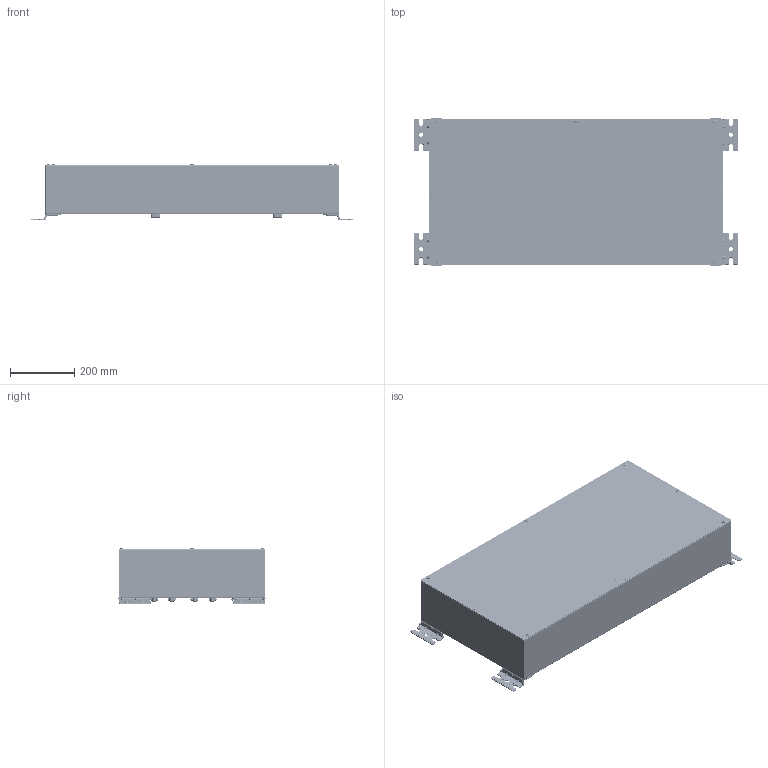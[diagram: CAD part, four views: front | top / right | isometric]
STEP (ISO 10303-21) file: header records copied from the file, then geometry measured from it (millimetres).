
FILE_DESCRIPTION(/* description */ ('1100BTCU 225A - 3 Wires x 36" Assembly'),/* implementation_level */ '2;1');
FILE_NAME(/* name */ '1100BTCU03203.stp',/* time_stamp */ '2025-05-28T11:31:51-04:00',/* author */ ('BoxCad'),/* organization */ (''),/* preprocessor_version */ 'ST-DEVELOPER v20',/* originating_system */ 'Autodesk Inventor 2024',/* authorisation */ '');
FILE_SCHEMA (('AUTOMOTIVE_DESIGN { 1 0 10303 214 3 1 1 }'));
Products named in the file (26): 1100BTCU03203; 1100BTCU03203B; 1100BTCU03203B-P; STK-Q-16005; 1100BTCU03203C; 1100BTCU03203C-P; STK-S-00100; STK-P-02400S; STK-Q-05020; STK-A-67400; STK-Q-67400; STK-G-22300; STK-Q-67420; STK-Q-40800; STK-Q-67430; STK-Q-07310; 1100BTCU03203BAR1-P; 1100BTCU03203BAR2-P; 1100BTCU03203BAR3-P; 1100BTCU03203MF1; STK-A-71400; STK-Q-71400-P; STK-Q-00290; STK-Q-07420; STK-Q-07420-A; STK-Q-07420-B
Assembly tree (53 placements, depth 4):
  1100BTCU03203
    1100BTCU03203B
      1100BTCU03203B-P
      STK-Q-16005  x2
      STK-S-00100
      STK-P-02400S
    1100BTCU03203C
      1100BTCU03203C-P
      STK-S-00100
      STK-P-02400S
    STK-Q-05020  x8
    STK-A-67400  x6
      STK-Q-67400
      STK-G-22300
      STK-Q-67420
      STK-Q-40800
      STK-Q-67430
    STK-Q-07310  x6
    1100BTCU03203BAR1-P
    1100BTCU03203BAR2-P
    1100BTCU03203BAR3-P
    1100BTCU03203MF1  x2
      STK-A-71400
        STK-Q-71400-P
        STK-Q-00290  x2
      STK-Q-07420
        STK-Q-07420-A
        STK-Q-07420-B
Bounding box: 1009.65 x 459.74 x 177.48 mm (x, y, z)
Volume: 2995446.2 mm3; surface area: 3072015.3 mm2
Topology: 93 solids, 93 shells, 15544 faces, 40406 edges, 25034 vertices
Faces by surface type: plane 6310, cylinder 4320, bspline 2958, torus 1248, sphere 558, cone 150
Full cylindrical faces by diameter (mm): 0.75 x2, 0.762 x2, 4.216 x8, 4.5 x24, 6.65 x8, 6.85 x24, 7.8 x186, 7.9 x2, 8 x20, 8.25 x12, 8.6 x24, 9.5 x8, 9.7 x72, 10.414 x8, 11.5 x12, 12 x6, 12.7 x4, 14 x16, 14.275 x6, 14.5 x12, 16.5 x8
Entity records: 124229 total; most frequent: CARTESIAN_POINT 49428, ORIENTED_EDGE 16750, DIRECTION 13174, EDGE_CURVE 8375, VERTEX_POINT 5338, AXIS2_PLACEMENT_3D 4541, LINE 4092, VECTOR 4092
